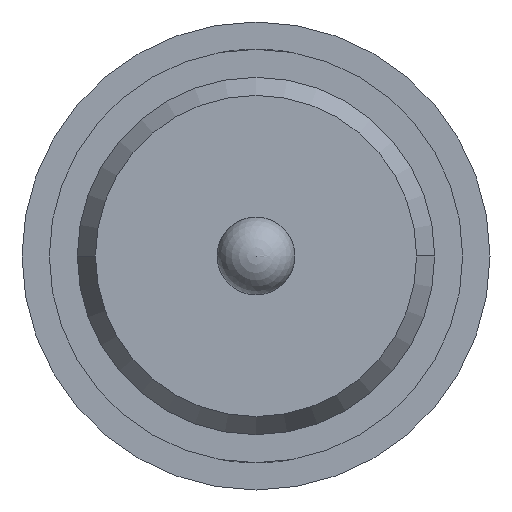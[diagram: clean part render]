
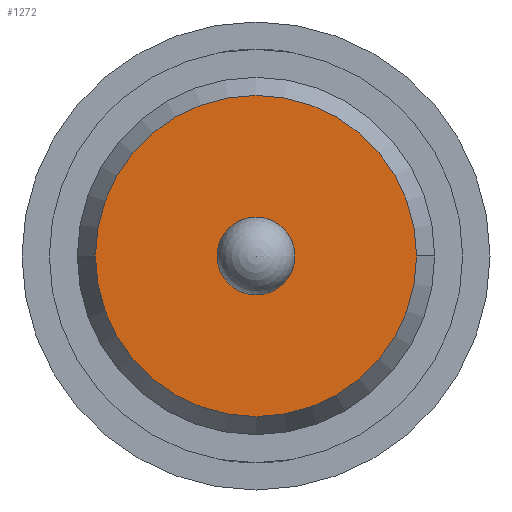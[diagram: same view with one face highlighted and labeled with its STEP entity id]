
A CAD part, front view. The second image highlights one B-rep face of the part: STEP entity #1272.
In plain terms, the highlighted planar face has unit normal (0, -1, 0).
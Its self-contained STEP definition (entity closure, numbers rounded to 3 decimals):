
#153 = CIRCLE ( 'NONE', #884, 1.03 ) ;
#162 = AXIS2_PLACEMENT_3D ( 'NONE', #2376, #5280, #2801 ) ;
#204 = ORIENTED_EDGE ( 'NONE', *, *, #2999, .T. ) ;
#692 = DIRECTION ( 'NONE',  ( 0., -1., 0. ) ) ;
#753 = EDGE_CURVE ( 'Defeature ausgef�hrt1_17+Defeature ausgef�hrt1_16+Defeature ausgef�hrt1_16+Defeature ausgef�hrt1_16', #2560, #1899, #5426, .T. ) ;
#815 = EDGE_CURVE ( 'Defeature ausgef�hrt1_17+Defeature ausgef�hrt1_16+Defeature ausgef�hrt1_16+Defeature ausgef�hrt1_16', #1899, #2560, #153, .T. ) ;
#876 = CARTESIAN_POINT ( 'NONE',  ( 0., -28.6, 0. ) ) ;
#884 = AXIS2_PLACEMENT_3D ( 'NONE', #5245, #1825, #2314 ) ;
#1013 = DIRECTION ( 'NONE',  ( 0., -1., 0. ) ) ;
#1030 = PLANE ( 'NONE',  #4769 ) ;
#1070 = EDGE_CURVE ( 'Defeature ausgef�hrt1_17+Defeature ausgef�hrt1_14+Defeature ausgef�hrt1_14+Defeature ausgef�hrt1_14', #5142, #4491, #3581, .T. ) ;
#1272 = ADVANCED_FACE ( 'Defeature ausgef�hrt1_17', ( #3801, #4588 ), #1030, .T. ) ;
#1305 = DIRECTION ( 'NONE',  ( 0., 1., 0. ) ) ;
#1825 = DIRECTION ( 'NONE',  ( 0., -1., 0. ) ) ;
#1831 = EDGE_LOOP ( 'NONE', ( #2513, #204 ) ) ;
#1832 = AXIS2_PLACEMENT_3D ( 'NONE', #876, #1305, #2234 ) ;
#1899 = VERTEX_POINT ( 'NONE', #3994 ) ;
#2045 = EDGE_LOOP ( 'NONE', ( #2686, #2995 ) ) ;
#2234 = DIRECTION ( 'NONE',  ( 0., 0., -1. ) ) ;
#2314 = DIRECTION ( 'NONE',  ( 1., 0., 0. ) ) ;
#2376 = CARTESIAN_POINT ( 'NONE',  ( 0., -28.6, 0. ) ) ;
#2513 = ORIENTED_EDGE ( 'NONE', *, *, #1070, .T. ) ;
#2560 = VERTEX_POINT ( 'NONE', #4017 ) ;
#2686 = ORIENTED_EDGE ( 'NONE', *, *, #815, .T. ) ;
#2740 = DIRECTION ( 'NONE',  ( 1., 0., 0. ) ) ;
#2801 = DIRECTION ( 'NONE',  ( 0., 0., -1. ) ) ;
#2822 = DIRECTION ( 'NONE',  ( 1., 0., 0. ) ) ;
#2930 = CARTESIAN_POINT ( 'NONE',  ( 0., -28.6, 0.25 ) ) ;
#2995 = ORIENTED_EDGE ( 'NONE', *, *, #753, .T. ) ;
#2999 = EDGE_CURVE ( 'Defeature ausgef�hrt1_17+Defeature ausgef�hrt1_14+Defeature ausgef�hrt1_14+Defeature ausgef�hrt1_14', #4491, #5142, #5166, .T. ) ;
#3006 = AXIS2_PLACEMENT_3D ( 'NONE', #4847, #1013, #2740 ) ;
#3581 = CIRCLE ( 'NONE', #1832, 0.25 ) ;
#3801 = FACE_BOUND ( 'NONE', #1831, .T. ) ;
#3994 = CARTESIAN_POINT ( 'NONE',  ( -1.03, -28.6, 0. ) ) ;
#4017 = CARTESIAN_POINT ( 'NONE',  ( 1.03, -28.6, 0. ) ) ;
#4491 = VERTEX_POINT ( 'NONE', #5188 ) ;
#4588 = FACE_OUTER_BOUND ( 'NONE', #2045, .T. ) ;
#4769 = AXIS2_PLACEMENT_3D ( 'NONE', #5203, #692, #2822 ) ;
#4847 = CARTESIAN_POINT ( 'NONE',  ( 0., -28.6, 0. ) ) ;
#5142 = VERTEX_POINT ( 'NONE', #2930 ) ;
#5166 = CIRCLE ( 'NONE', #162, 0.25 ) ;
#5188 = CARTESIAN_POINT ( 'NONE',  ( 0., -28.6, -0.25 ) ) ;
#5203 = CARTESIAN_POINT ( 'NONE',  ( -1.145, -28.6, 0. ) ) ;
#5245 = CARTESIAN_POINT ( 'NONE',  ( 0., -28.6, 0. ) ) ;
#5280 = DIRECTION ( 'NONE',  ( 0., 1., 0. ) ) ;
#5426 = CIRCLE ( 'NONE', #3006, 1.03 ) ;
